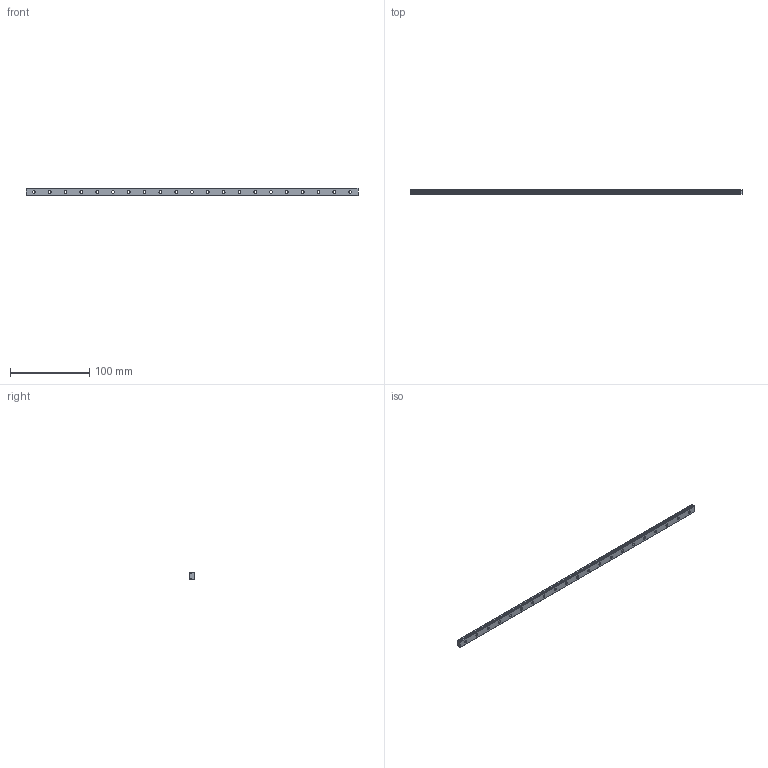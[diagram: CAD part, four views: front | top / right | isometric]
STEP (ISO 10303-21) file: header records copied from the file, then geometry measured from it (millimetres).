
FILE_DESCRIPTION (( 'STEP AP214' ), '1' );
FILE_NAME ('SRS9XGMSS-420LM_G10_0_0_0_0_0_1.STEP', '2021-08-13T09:21:07', ( '' ), ( '' ), 'SwSTEP 2.0', 'SolidWorks 2021', '' );
FILE_SCHEMA (( 'AUTOMOTIVE_DESIGN' ));
Length unit declared in the file: millimetre
Products named in the file (2): _SRS9XGM42010 Track; SRS9XGMSS-420LM_G10_0_0_0_0_0_1
Assembly tree (1 placements, depth 2):
  SRS9XGMSS-420LM_G10_0_0_0_0_0_1
    _SRS9XGM42010 Track
Bounding box: 420 x 5.5 x 9 mm (x, y, z)
Volume: 16737.5 mm3; surface area: 13576.6 mm2
Topology: 1 solids, 1 shells, 134 faces, 333 edges, 222 vertices
Faces by surface type: cylinder 97, plane 37
Entity records: 4241 total; most frequent: DIRECTION 803, CARTESIAN_POINT 693, ORIENTED_EDGE 666, EDGE_CURVE 333, AXIS2_PLACEMENT_3D 332, VERTEX_POINT 222, EDGE_LOOP 197, CIRCLE 194
